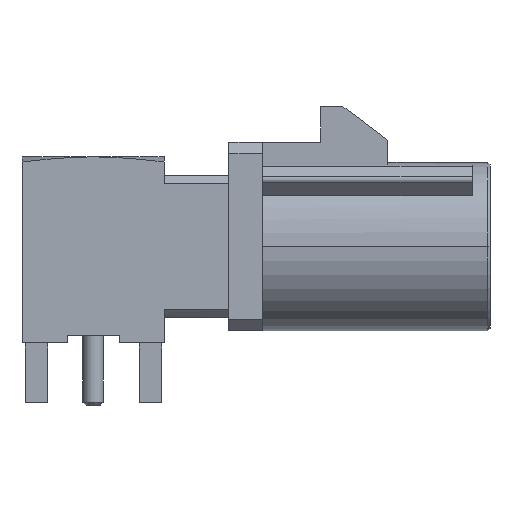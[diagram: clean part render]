
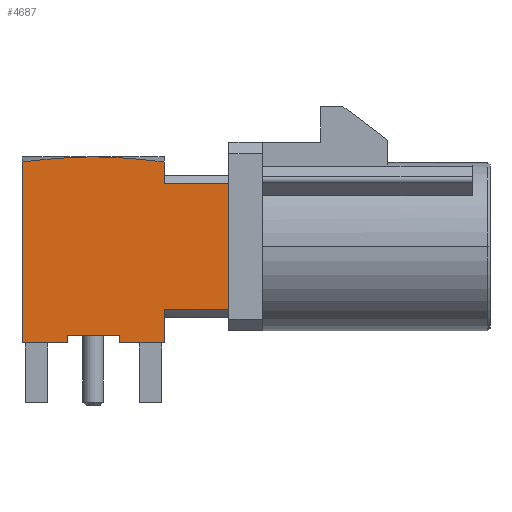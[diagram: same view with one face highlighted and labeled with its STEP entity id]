
A CAD part, left-side view. The second image highlights one B-rep face of the part: STEP entity #4687.
In plain terms, the highlighted planar face has unit normal (-1, 0, 0).
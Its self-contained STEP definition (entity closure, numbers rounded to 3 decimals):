
#1418=DIRECTION('',(0.,0.,-1.));
#1419=VECTOR('',#1418,0.943);
#1420=CARTESIAN_POINT('',(-3.175,15.36,3.768));
#1421=LINE('',#1420,#1419);
#1432=CARTESIAN_POINT('',(-3.175,18.535,4.));
#1433=CARTESIAN_POINT('',(-3.175,18.374,4.));
#1434=CARTESIAN_POINT('',(-3.175,18.047,3.996));
#1435=CARTESIAN_POINT('',(-3.175,17.541,3.975));
#1436=CARTESIAN_POINT('',(-3.175,17.019,3.941));
#1437=CARTESIAN_POINT('',(-3.175,16.482,3.895));
#1438=CARTESIAN_POINT('',(-3.175,15.93,3.837));
#1439=CARTESIAN_POINT('',(-3.175,15.552,3.792));
#1440=CARTESIAN_POINT('',(-3.175,15.36,3.768));
#1442=DIRECTION('',(0.,0.,1.));
#1443=VECTOR('',#1442,5.65);
#1444=CARTESIAN_POINT('',(-3.175,12.485,-2.825));
#1445=LINE('',#1444,#1443);
#1446=DIRECTION('',(0.,-1.,0.));
#1447=VECTOR('',#1446,2.277);
#1448=CARTESIAN_POINT('',(-3.175,19.661,-3.95));
#1449=LINE('',#1448,#1447);
#1450=DIRECTION('',(0.,0.,-1.));
#1451=VECTOR('',#1450,8.068);
#1452=CARTESIAN_POINT('',(-3.175,21.71,3.768));
#1453=LINE('',#1452,#1451);
#1454=DIRECTION('',(0.,-1.,0.));
#1455=VECTOR('',#1454,2.875);
#1456=CARTESIAN_POINT('',(-3.175,15.36,2.825));
#1457=LINE('',#1456,#1455);
#1474=DIRECTION('',(0.,1.,0.));
#1475=VECTOR('',#1474,2.875);
#1476=CARTESIAN_POINT('',(-3.175,12.485,-2.825));
#1477=LINE('',#1476,#1475);
#1532=DIRECTION('',(0.,0.,-1.));
#1533=VECTOR('',#1532,1.475);
#1534=CARTESIAN_POINT('',(-3.175,15.36,-2.825));
#1535=LINE('',#1534,#1533);
#1600=CARTESIAN_POINT('',(-3.175,21.71,3.768));
#1601=CARTESIAN_POINT('',(-3.175,21.518,3.792));
#1602=CARTESIAN_POINT('',(-3.175,21.14,3.837));
#1603=CARTESIAN_POINT('',(-3.175,20.589,3.895));
#1604=CARTESIAN_POINT('',(-3.175,20.051,3.941));
#1605=CARTESIAN_POINT('',(-3.175,19.529,3.975));
#1606=CARTESIAN_POINT('',(-3.175,19.023,3.996));
#1607=CARTESIAN_POINT('',(-3.175,18.696,4.));
#1608=CARTESIAN_POINT('',(-3.175,18.535,4.));
#1632=DIRECTION('',(0.,1.,0.));
#1633=VECTOR('',#1632,2.049);
#1634=CARTESIAN_POINT('',(-3.175,19.661,-4.3));
#1635=LINE('',#1634,#1633);
#1644=DIRECTION('',(0.,0.,-1.));
#1645=VECTOR('',#1644,0.35);
#1646=CARTESIAN_POINT('',(-3.175,19.661,-3.95));
#1647=LINE('',#1646,#1645);
#1830=DIRECTION('',(0.,0.,1.));
#1831=VECTOR('',#1830,0.35);
#1832=CARTESIAN_POINT('',(-3.175,17.383,-4.3));
#1833=LINE('',#1832,#1831);
#1842=DIRECTION('',(0.,1.,0.));
#1843=VECTOR('',#1842,2.023);
#1844=CARTESIAN_POINT('',(-3.175,15.36,-4.3));
#1845=LINE('',#1844,#1843);
#2216=CARTESIAN_POINT('',(-3.175,15.36,-4.3));
#2217=VERTEX_POINT('',#2216);
#2218=CARTESIAN_POINT('',(-3.175,15.36,-2.825));
#2219=VERTEX_POINT('',#2218);
#2228=CARTESIAN_POINT('',(-3.175,15.36,2.825));
#2229=VERTEX_POINT('',#2228);
#2230=CARTESIAN_POINT('',(-3.175,15.36,3.768));
#2231=VERTEX_POINT('',#2230);
#2233=VERTEX_POINT('',#1600);
#2234=VERTEX_POINT('',#1608);
#2236=CARTESIAN_POINT('',(-3.175,12.485,2.825));
#2237=VERTEX_POINT('',#2236);
#2238=CARTESIAN_POINT('',(-3.175,12.485,-2.825));
#2239=VERTEX_POINT('',#2238);
#2240=CARTESIAN_POINT('',(-3.175,17.383,-4.3));
#2241=VERTEX_POINT('',#2240);
#2242=CARTESIAN_POINT('',(-3.175,17.383,-3.95));
#2243=VERTEX_POINT('',#2242);
#2244=CARTESIAN_POINT('',(-3.175,19.661,-3.95));
#2245=VERTEX_POINT('',#2244);
#2246=CARTESIAN_POINT('',(-3.175,19.661,-4.3));
#2247=VERTEX_POINT('',#2246);
#2248=CARTESIAN_POINT('',(-3.175,21.71,-4.3));
#2249=VERTEX_POINT('',#2248);
#4657=CARTESIAN_POINT('',(-3.175,21.679,-3.795));
#4658=DIRECTION('',(-1.,0.,0.));
#4659=DIRECTION('',(0.,-1.,0.));
#4660=AXIS2_PLACEMENT_3D('',#4657,#4658,#4659);
#4661=PLANE('',#4660);
#4662=ORIENTED_EDGE('',*,*,#4650,.T.);
#4663=ORIENTED_EDGE('',*,*,#4639,.T.);
#4665=ORIENTED_EDGE('',*,*,#4664,.T.);
#4666=ORIENTED_EDGE('',*,*,#4003,.F.);
#4668=ORIENTED_EDGE('',*,*,#4667,.T.);
#4670=ORIENTED_EDGE('',*,*,#4669,.T.);
#4672=ORIENTED_EDGE('',*,*,#4671,.T.);
#4674=ORIENTED_EDGE('',*,*,#4673,.T.);
#4676=ORIENTED_EDGE('',*,*,#4675,.F.);
#4678=ORIENTED_EDGE('',*,*,#4677,.T.);
#4680=ORIENTED_EDGE('',*,*,#4679,.T.);
#4682=ORIENTED_EDGE('',*,*,#4681,.F.);
#4684=ORIENTED_EDGE('',*,*,#4683,.T.);
#4685=EDGE_LOOP('',(#4662,#4663,#4665,#4666,#4668,#4670,#4672,#4674,#4676,#4678,
#4680,#4682,#4684));
#4686=FACE_OUTER_BOUND('',#4685,.F.);
#4687=ADVANCED_FACE('',(#4686),#4661,.T.);
#1441=B_SPLINE_CURVE_WITH_KNOTS('',3,(#1432,#1433,#1434,#1435,#1436,#1437,#1438,
#1439,#1440),.UNSPECIFIED.,.F.,.F.,(4,1,1,1,1,1,4),(0.,0.167,
0.333,0.5,0.667,0.833,1.),
.UNSPECIFIED.);
#1609=B_SPLINE_CURVE_WITH_KNOTS('',3,(#1600,#1601,#1602,#1603,#1604,#1605,#1606,
#1607,#1608),.UNSPECIFIED.,.F.,.F.,(4,1,1,1,1,1,4),(0.,0.167,
0.333,0.5,0.667,0.833,1.),
.UNSPECIFIED.);
#4003=EDGE_CURVE('',#2239,#2237,#1445,.T.);
#4639=EDGE_CURVE('',#2231,#2229,#1421,.T.);
#4650=EDGE_CURVE('',#2234,#2231,#1441,.T.);
#4664=EDGE_CURVE('',#2229,#2237,#1457,.T.);
#4667=EDGE_CURVE('',#2239,#2219,#1477,.T.);
#4669=EDGE_CURVE('',#2219,#2217,#1535,.T.);
#4671=EDGE_CURVE('',#2217,#2241,#1845,.T.);
#4673=EDGE_CURVE('',#2241,#2243,#1833,.T.);
#4675=EDGE_CURVE('',#2245,#2243,#1449,.T.);
#4677=EDGE_CURVE('',#2245,#2247,#1647,.T.);
#4679=EDGE_CURVE('',#2247,#2249,#1635,.T.);
#4681=EDGE_CURVE('',#2233,#2249,#1453,.T.);
#4683=EDGE_CURVE('',#2233,#2234,#1609,.T.);
